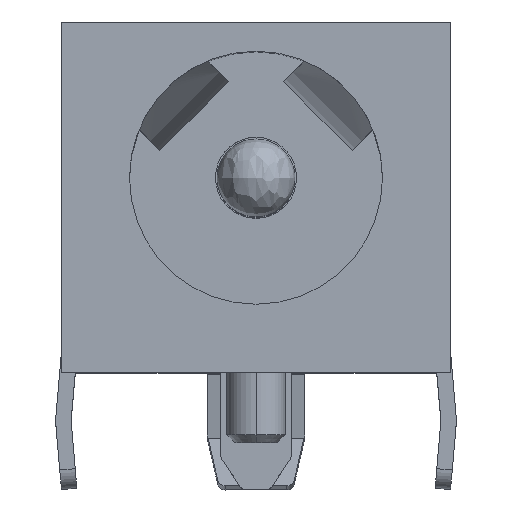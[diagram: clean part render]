
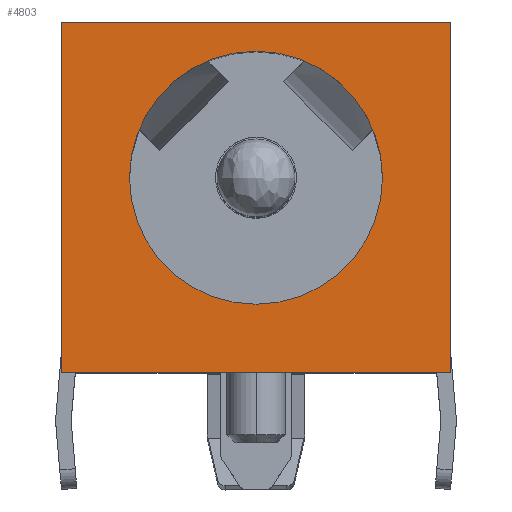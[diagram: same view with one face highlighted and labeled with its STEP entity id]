
A CAD part, top view. The second image highlights one B-rep face of the part: STEP entity #4803.
In plain terms, the highlighted planar face has unit normal (0, 0, 1).
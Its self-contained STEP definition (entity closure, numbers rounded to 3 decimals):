
#6 = ORIENTED_EDGE ( 'NONE', *, *, #1750, .T. ) ;
#210 = CARTESIAN_POINT ( 'NONE',  ( 5., -5., 0. ) ) ;
#308 = DIRECTION ( 'NONE',  ( 1., 0., 0. ) ) ;
#691 = VERTEX_POINT ( 'NONE', #2557 ) ;
#962 = VECTOR ( 'NONE', #4297, 1000. ) ;
#1025 = DIRECTION ( 'NONE',  ( 0., 0., 1. ) ) ;
#1135 = CARTESIAN_POINT ( 'NONE',  ( 5., 4., 0. ) ) ;
#1167 = DIRECTION ( 'NONE',  ( 0., 0., -1. ) ) ;
#1423 = LINE ( 'NONE', #7972, #6807 ) ;
#1483 = VERTEX_POINT ( 'NONE', #2213 ) ;
#1513 = LINE ( 'NONE', #7305, #4304 ) ;
#1737 = CIRCLE ( 'NONE', #2320, 3.25 ) ;
#1748 = CARTESIAN_POINT ( 'NONE',  ( 0., 0., 0. ) ) ;
#1750 = EDGE_CURVE ( 'NONE', #1483, #691, #4131, .T. ) ;
#1831 = DIRECTION ( 'NONE',  ( 0., 0., -1. ) ) ;
#1865 = ORIENTED_EDGE ( 'NONE', *, *, #2112, .T. ) ;
#2112 = EDGE_CURVE ( 'NONE', #4855, #4098, #1513, .T. ) ;
#2143 = EDGE_CURVE ( 'NONE', #4098, #4870, #1423, .T. ) ;
#2211 = EDGE_LOOP ( 'NONE', ( #6, #5342 ) ) ;
#2213 = CARTESIAN_POINT ( 'NONE',  ( 3.25, 0., 0. ) ) ;
#2320 = AXIS2_PLACEMENT_3D ( 'NONE', #7612, #1167, #3701 ) ;
#2557 = CARTESIAN_POINT ( 'NONE',  ( -3.25, 0., 0. ) ) ;
#3175 = EDGE_LOOP ( 'NONE', ( #1865, #3395, #5929, #7180 ) ) ;
#3386 = VERTEX_POINT ( 'NONE', #210 ) ;
#3395 = ORIENTED_EDGE ( 'NONE', *, *, #2143, .T. ) ;
#3701 = DIRECTION ( 'NONE',  ( 1., 0., 0. ) ) ;
#4064 = CARTESIAN_POINT ( 'NONE',  ( -5., 4., 0. ) ) ;
#4066 = LINE ( 'NONE', #6704, #7858 ) ;
#4098 = VERTEX_POINT ( 'NONE', #4064 ) ;
#4131 = CIRCLE ( 'NONE', #7895, 3.25 ) ;
#4207 = EDGE_CURVE ( 'NONE', #4870, #3386, #4066, .T. ) ;
#4297 = DIRECTION ( 'NONE',  ( 0., 1., 0. ) ) ;
#4304 = VECTOR ( 'NONE', #6056, 1000. ) ;
#4803 = ADVANCED_FACE ( 'NONE', ( #7419, #7729 ), #5385, .T. ) ;
#4809 = DIRECTION ( 'NONE',  ( 1., 0., 0. ) ) ;
#4827 = CARTESIAN_POINT ( 'NONE',  ( 5., -5., 0. ) ) ;
#4855 = VERTEX_POINT ( 'NONE', #1135 ) ;
#4870 = VERTEX_POINT ( 'NONE', #4875 ) ;
#4875 = CARTESIAN_POINT ( 'NONE',  ( -5., -5., 0. ) ) ;
#4989 = DIRECTION ( 'NONE',  ( 1., 0., 0. ) ) ;
#5342 = ORIENTED_EDGE ( 'NONE', *, *, #8164, .T. ) ;
#5385 = PLANE ( 'NONE',  #6089 ) ;
#5758 = LINE ( 'NONE', #4827, #962 ) ;
#5929 = ORIENTED_EDGE ( 'NONE', *, *, #4207, .T. ) ;
#6056 = DIRECTION ( 'NONE',  ( -1., 0., 0. ) ) ;
#6089 = AXIS2_PLACEMENT_3D ( 'NONE', #7369, #1025, #308 ) ;
#6586 = DIRECTION ( 'NONE',  ( 0., -1., 0. ) ) ;
#6704 = CARTESIAN_POINT ( 'NONE',  ( -5., -5., 0. ) ) ;
#6807 = VECTOR ( 'NONE', #6586, 1000. ) ;
#7180 = ORIENTED_EDGE ( 'NONE', *, *, #8087, .T. ) ;
#7305 = CARTESIAN_POINT ( 'NONE',  ( -5., 4., 0. ) ) ;
#7369 = CARTESIAN_POINT ( 'NONE',  ( -5., -5., 0. ) ) ;
#7419 = FACE_BOUND ( 'NONE', #2211, .T. ) ;
#7612 = CARTESIAN_POINT ( 'NONE',  ( 0., 0., 0. ) ) ;
#7729 = FACE_OUTER_BOUND ( 'NONE', #3175, .T. ) ;
#7858 = VECTOR ( 'NONE', #4809, 1000. ) ;
#7895 = AXIS2_PLACEMENT_3D ( 'NONE', #1748, #1831, #4989 ) ;
#7972 = CARTESIAN_POINT ( 'NONE',  ( -5., -5., 0. ) ) ;
#8087 = EDGE_CURVE ( 'NONE', #3386, #4855, #5758, .T. ) ;
#8164 = EDGE_CURVE ( 'NONE', #691, #1483, #1737, .T. ) ;
